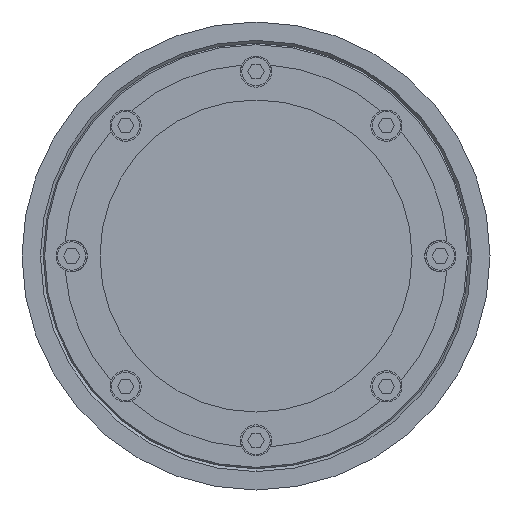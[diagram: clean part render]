
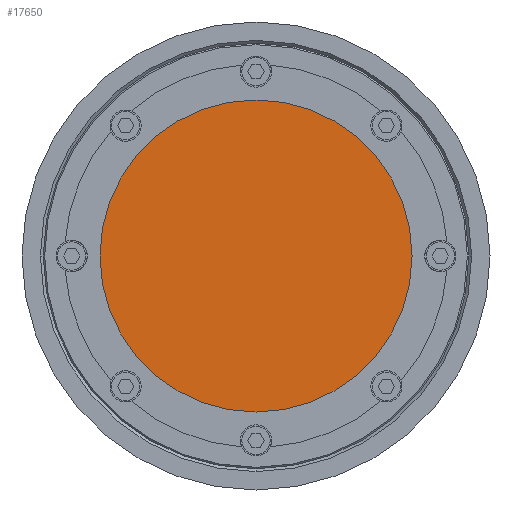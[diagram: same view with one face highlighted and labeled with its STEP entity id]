
A CAD part, front view. The second image highlights one B-rep face of the part: STEP entity #17650.
In plain terms, the highlighted planar face has unit normal (0, -1, 0).
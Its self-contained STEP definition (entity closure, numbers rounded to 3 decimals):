
#627 = EDGE_CURVE ( 'NONE', #18788, #1904, #18384, .T. ) ;
#1830 = DIRECTION ( 'NONE',  ( 1., 0., 0. ) ) ;
#1904 = VERTEX_POINT ( 'NONE', #14613 ) ;
#2194 = AXIS2_PLACEMENT_3D ( 'NONE', #18297, #17896, #10717 ) ;
#3206 = ORIENTED_EDGE ( 'NONE', *, *, #17797, .F. ) ;
#3414 = PLANE ( 'NONE',  #11022 ) ;
#4079 = AXIS2_PLACEMENT_3D ( 'NONE', #14562, #5692, #17446 ) ;
#4103 = EDGE_LOOP ( 'NONE', ( #18836, #3206 ) ) ;
#4997 = DIRECTION ( 'NONE',  ( 0., 1., 0. ) ) ;
#5602 = CARTESIAN_POINT ( 'NONE',  ( 55., 144., 0. ) ) ;
#5692 = DIRECTION ( 'NONE',  ( 0., 1., 0. ) ) ;
#6600 = CARTESIAN_POINT ( 'NONE',  ( 0., 144., 0. ) ) ;
#10717 = DIRECTION ( 'NONE',  ( 1., 0., 0. ) ) ;
#11022 = AXIS2_PLACEMENT_3D ( 'NONE', #6600, #4997, #1830 ) ;
#12664 = FACE_OUTER_BOUND ( 'NONE', #4103, .T. ) ;
#14562 = CARTESIAN_POINT ( 'NONE',  ( 0., 144., 0. ) ) ;
#14613 = CARTESIAN_POINT ( 'NONE',  ( -55., 144., 0. ) ) ;
#15200 = CIRCLE ( 'NONE', #4079, 55. ) ;
#17446 = DIRECTION ( 'NONE',  ( 1., 0., 0. ) ) ;
#17650 = ADVANCED_FACE ( 'NONE', ( #12664 ), #3414, .F. ) ;
#17797 = EDGE_CURVE ( 'NONE', #1904, #18788, #15200, .T. ) ;
#17896 = DIRECTION ( 'NONE',  ( 0., 1., 0. ) ) ;
#18297 = CARTESIAN_POINT ( 'NONE',  ( 0., 144., 0. ) ) ;
#18384 = CIRCLE ( 'NONE', #2194, 55. ) ;
#18788 = VERTEX_POINT ( 'NONE', #5602 ) ;
#18836 = ORIENTED_EDGE ( 'NONE', *, *, #627, .F. ) ;
